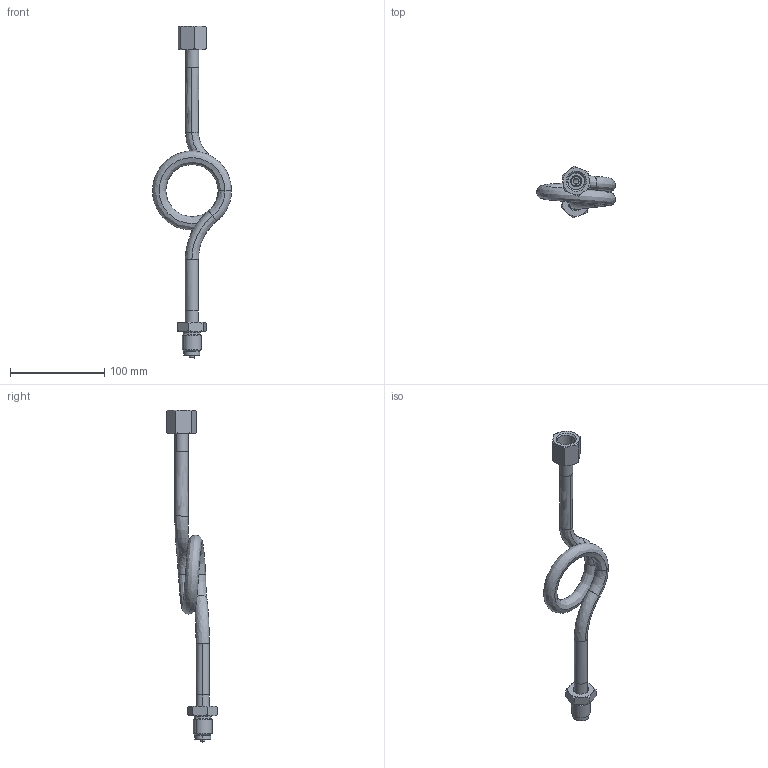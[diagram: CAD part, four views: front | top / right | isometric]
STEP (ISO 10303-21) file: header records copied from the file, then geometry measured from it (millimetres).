
FILE_DESCRIPTION (( 'STEP AP203' ), '1' );
FILE_NAME ('眛-旆1-2.35.STEP', '2019-07-12T11:03:49', ( '' ), ( '' ), 'SwSTEP 2.0', 'SolidWorks 2015', '' );
FILE_SCHEMA (( 'CONFIG_CONTROL_DESIGN' ));
Length unit declared in the file: millimetre
Products named in the file (6): 眛-旆1-2.35; ﾍ珞瑩浯(long); 幄鼭歑(Fat); Îòâîä4; ﾍ珞瑩浯; Ì20õ1,5Îòâîäû
Assembly tree (5 placements, depth 2):
  眛-旆1-2.35
    ﾍ珞瑩浯
    Îòâîä4
    Ì20õ1,5Îòâîäû
    ﾍ珞瑩浯(long)
    幄鼭歑(Fat)
Bounding box: 83.99 x 54.31 x 353.02 mm (x, y, z)
Volume: 67495.3 mm3; surface area: 53160.4 mm2
Topology: 5 solids, 5 shells, 150 faces, 339 edges, 208 vertices
Faces by surface type: cone 44, cylinder 34, plane 32, bspline 24, torus 16
Entity records: 11642 total; most frequent: CARTESIAN_POINT 7784, ORIENTED_EDGE 678, DIRECTION 670, EDGE_CURVE 339, AXIS2_PLACEMENT_3D 288, VERTEX_POINT 208, EDGE_LOOP 169, CIRCLE 154
